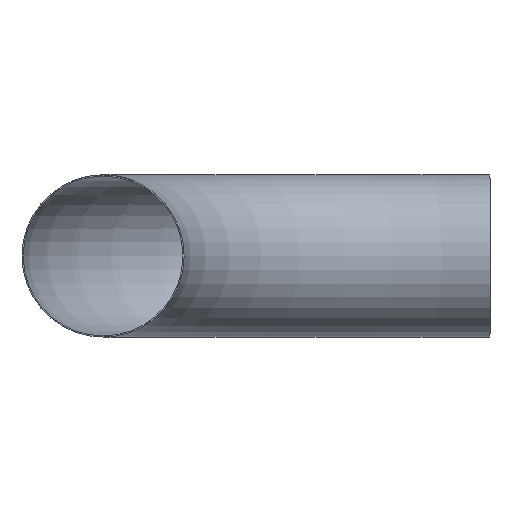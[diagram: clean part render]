
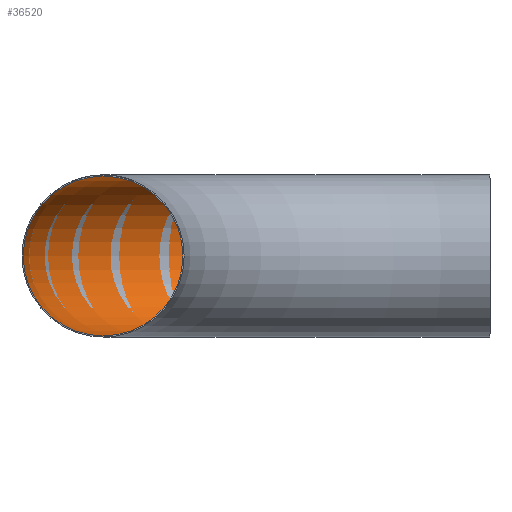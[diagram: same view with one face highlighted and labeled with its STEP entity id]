
A CAD part, front view. The second image highlights one B-rep face of the part: STEP entity #36520.
In plain terms, the highlighted toroidal (fillet/blend) face has major radius 970 mm and minor radius 200.2 mm.
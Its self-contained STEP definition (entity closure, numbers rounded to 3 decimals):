
#1091 = CARTESIAN_POINT ( 'NONE',  ( 0., 1170.2, 0. ) ) ;
#1804 = CIRCLE ( 'NONE', #22977, 200.2 ) ;
#2725 = DIRECTION ( 'NONE',  ( 1., 0., 0. ) ) ;
#5265 = EDGE_LOOP ( 'NONE', ( #30453 ) ) ;
#8803 = CARTESIAN_POINT ( 'NONE',  ( 0., 0., 0. ) ) ;
#9971 = CARTESIAN_POINT ( 'NONE',  ( -970., 0., 200.2 ) ) ;
#10212 = AXIS2_PLACEMENT_3D ( 'NONE', #34304, #2725, #22974 ) ;
#11652 = FACE_OUTER_BOUND ( 'NONE', #19483, .T. ) ;
#14105 = TOROIDAL_SURFACE ( 'NONE', #35257, 970., 200.2 ) ;
#17317 = CARTESIAN_POINT ( 'NONE',  ( -970., 0., 0. ) ) ;
#17716 = DIRECTION ( 'NONE',  ( -1., 0., 0. ) ) ;
#19483 = EDGE_LOOP ( 'NONE', ( #33546 ) ) ;
#20330 = EDGE_CURVE ( 'NONE', #35360, #35360, #28985, .T. ) ;
#20381 = DIRECTION ( 'NONE',  ( 0., 0., -1. ) ) ;
#22793 = DIRECTION ( 'NONE',  ( 0., 1., 0. ) ) ;
#22974 = DIRECTION ( 'NONE',  ( 0., 1., 0. ) ) ;
#22977 = AXIS2_PLACEMENT_3D ( 'NONE', #17317, #22793, #31304 ) ;
#23217 = FACE_OUTER_BOUND ( 'NONE', #5265, .T. ) ;
#23654 = VERTEX_POINT ( 'NONE', #9971 ) ;
#26859 = EDGE_CURVE ( 'NONE', #23654, #23654, #1804, .T. ) ;
#28985 = CIRCLE ( 'NONE', #10212, 200.2 ) ;
#30453 = ORIENTED_EDGE ( 'NONE', *, *, #26859, .F. ) ;
#31304 = DIRECTION ( 'NONE',  ( 0., 0., 1. ) ) ;
#33546 = ORIENTED_EDGE ( 'NONE', *, *, #20330, .T. ) ;
#34304 = CARTESIAN_POINT ( 'NONE',  ( 0., 970., 0. ) ) ;
#35257 = AXIS2_PLACEMENT_3D ( 'NONE', #8803, #20381, #17716 ) ;
#35360 = VERTEX_POINT ( 'NONE', #1091 ) ;
#36520 = ADVANCED_FACE ( 'NONE', ( #11652, #23217 ), #14105, .F. ) ;
